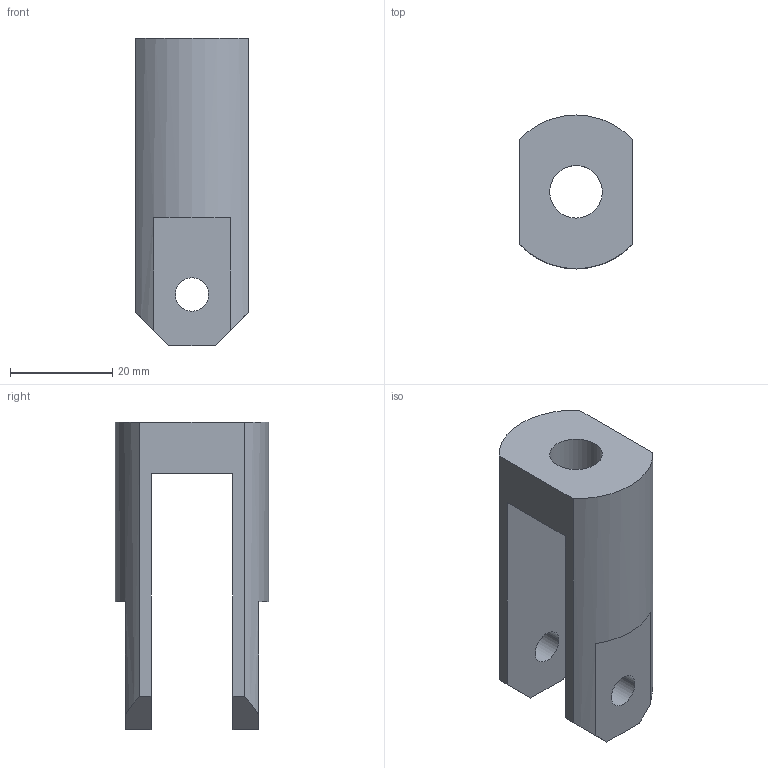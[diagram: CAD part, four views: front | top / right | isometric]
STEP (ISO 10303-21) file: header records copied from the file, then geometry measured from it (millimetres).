
FILE_DESCRIPTION(('CATIA V5 STEP Exchange'),'2;1');
FILE_NAME('EcrouPoisson-v2.stp','2016-06-10T20:14:43+00:00',('none'),('none'),'CATIA Version 5 Release 21 GA (IN-10)','CATIA V5 STEP AP203','none');
FILE_SCHEMA(('CONFIG_CONTROL_DESIGN'));
Length unit declared in the file: millimetre
Products named in the file (1): EcrouPoisson-v2
Bounding box: 22 x 30 x 60 mm (x, y, z)
Volume: 15591.6 mm3; surface area: 7194 mm2
Topology: 1 solids, 1 shells, 24 faces, 66 edges, 44 vertices
Faces by surface type: plane 16, cylinder 8
Entity records: 763 total; most frequent: CARTESIAN_POINT 138, ORIENTED_EDGE 132, DIRECTION 92, EDGE_CURVE 66, VECTOR 46, LINE 46, VERTEX_POINT 44, AXIS2_PLACEMENT_3D 32
